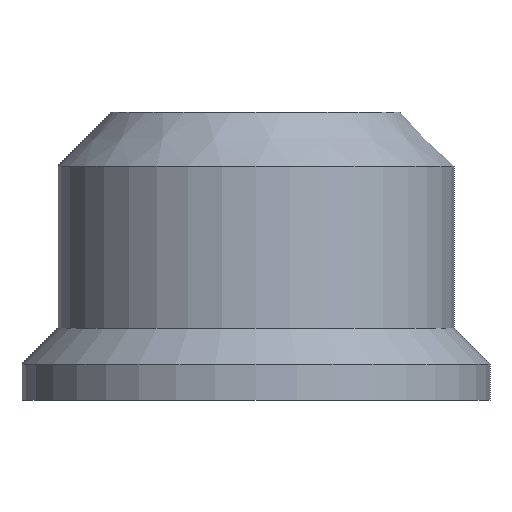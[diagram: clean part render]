
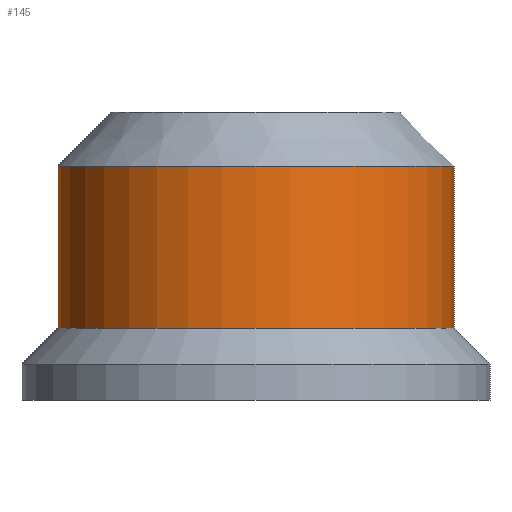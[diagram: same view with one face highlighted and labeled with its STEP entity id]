
A CAD part, front view. The second image highlights one B-rep face of the part: STEP entity #145.
In plain terms, the highlighted cylindrical face has radius 5.5 mm (diameter 11 mm), a full revolution.
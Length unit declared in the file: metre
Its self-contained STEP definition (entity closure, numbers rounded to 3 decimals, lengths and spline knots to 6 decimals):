
#25=ORIENTED_EDGE('',*,*,#50,.T.);
#26=ORIENTED_EDGE('',*,*,#51,.T.);
#50=EDGE_CURVE('',#63,#63,#76,.F.);
#51=EDGE_CURVE('',#64,#64,#77,.T.);
#63=VERTEX_POINT('',#264);
#64=VERTEX_POINT('',#266);
#76=CIRCLE('',#176,0.0055);
#77=CIRCLE('',#177,0.0055);
#90=EDGE_LOOP('',(#25));
#91=EDGE_LOOP('',(#26));
#116=FACE_BOUND('',#90,.T.);
#117=FACE_BOUND('',#91,.T.);
#139=CYLINDRICAL_SURFACE('',#175,0.0055);
#145=ADVANCED_FACE('',(#116,#117),#139,.T.);
#175=AXIS2_PLACEMENT_3D('',#262,#209,#210);
#176=AXIS2_PLACEMENT_3D('',#263,#211,#212);
#177=AXIS2_PLACEMENT_3D('',#265,#213,#214);
#209=DIRECTION('',(0.,0.,-1.));
#210=DIRECTION('',(-1.,0.,0.));
#211=DIRECTION('',(0.,0.,-1.));
#212=DIRECTION('',(-1.,0.,0.));
#213=DIRECTION('',(0.,0.,-1.));
#214=DIRECTION('',(-1.,0.,0.));
#262=CARTESIAN_POINT('',(0.0479,0.,0.014));
#263=CARTESIAN_POINT('',(0.0479,0.,0.008));
#264=CARTESIAN_POINT('',(0.0424,0.,0.008));
#265=CARTESIAN_POINT('',(0.0479,0.,0.0125));
#266=CARTESIAN_POINT('',(0.0424,0.,0.0125));
